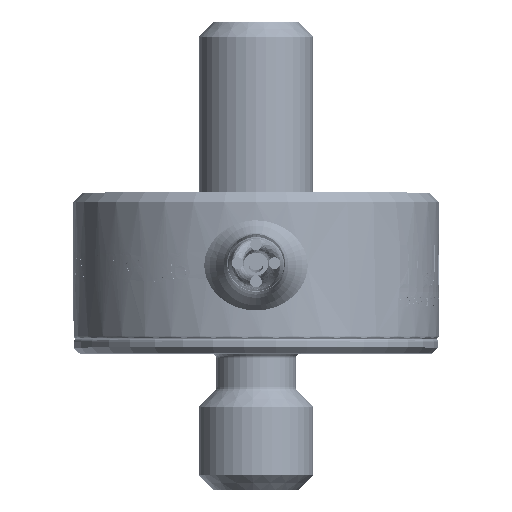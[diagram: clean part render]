
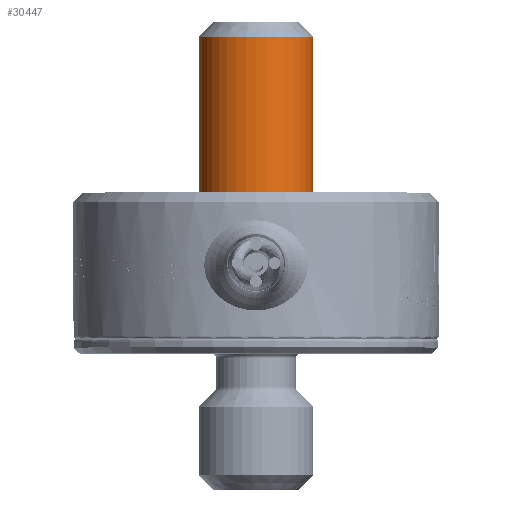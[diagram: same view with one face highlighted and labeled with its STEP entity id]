
A CAD part, top view. The second image highlights one B-rep face of the part: STEP entity #30447.
In plain terms, the highlighted cylindrical face has radius 1.486 mm (diameter 2.972 mm), a full revolution.
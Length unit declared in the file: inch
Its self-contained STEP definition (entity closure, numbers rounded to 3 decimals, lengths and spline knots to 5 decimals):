
#3679=CYLINDRICAL_SURFACE('',#32046,0.0585);
#4903=FACE_BOUND('',#6586,.T.);
#4992=FACE_OUTER_BOUND('',#6585,.T.);
#6585=EDGE_LOOP('',(#21285));
#6586=EDGE_LOOP('',(#21286));
#10094=CIRCLE('',#32045,0.0585);
#10095=CIRCLE('',#32047,0.0585);
#12302=VERTEX_POINT('',#43896);
#12303=VERTEX_POINT('',#43899);
#16262=EDGE_CURVE('',#12302,#12302,#10094,.T.);
#16263=EDGE_CURVE('',#12303,#12303,#10095,.T.);
#21285=ORIENTED_EDGE('',*,*,#16262,.F.);
#21286=ORIENTED_EDGE('',*,*,#16263,.F.);
#30447=ADVANCED_FACE('',(#4992,#4903),#3679,.T.);
#32045=AXIS2_PLACEMENT_3D('',#43897,#34787,#34788);
#32046=AXIS2_PLACEMENT_3D('',#43898,#34789,#34790);
#32047=AXIS2_PLACEMENT_3D('',#43900,#34791,#34792);
#34787=DIRECTION('center_axis',(0.,1.,0.));
#34788=DIRECTION('ref_axis',(-1.,0.,0.));
#34789=DIRECTION('center_axis',(0.,-1.,0.));
#34790=DIRECTION('ref_axis',(1.,0.,0.));
#34791=DIRECTION('center_axis',(0.,-1.,0.));
#34792=DIRECTION('ref_axis',(-1.,0.,0.));
#43896=CARTESIAN_POINT('',(0.0585,0.235,0.));
#43897=CARTESIAN_POINT('Origin',(0.,0.235,0.));
#43898=CARTESIAN_POINT('Origin',(0.,0.09125,0.));
#43899=CARTESIAN_POINT('',(0.0585,0.0655,0.));
#43900=CARTESIAN_POINT('Origin',(0.,0.0655,0.));
